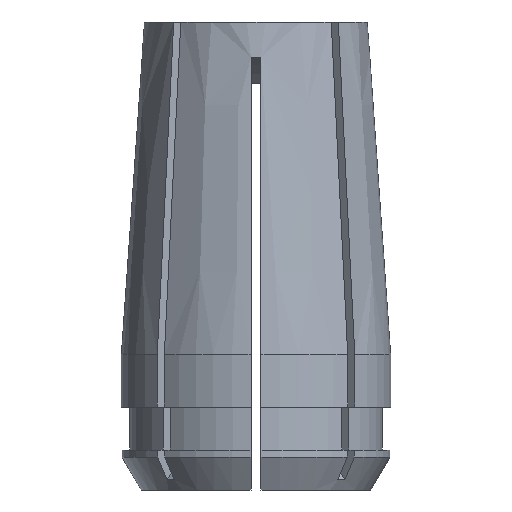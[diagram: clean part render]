
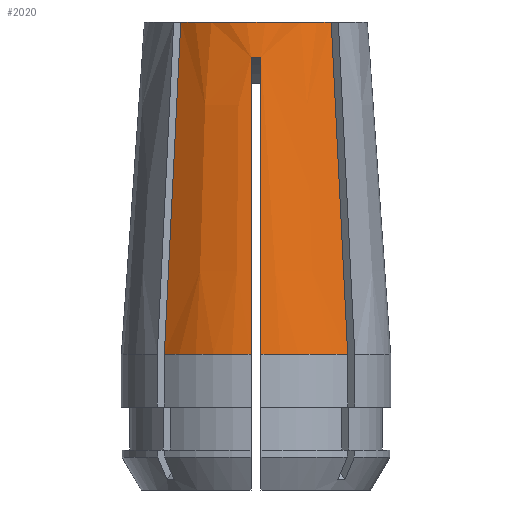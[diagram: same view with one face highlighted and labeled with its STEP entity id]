
A CAD part, front view. The second image highlights one B-rep face of the part: STEP entity #2020.
In plain terms, the highlighted conical face has half-angle 4.001 degrees and reference radius 13.487 mm.
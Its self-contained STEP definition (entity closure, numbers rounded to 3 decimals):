
#12 = CARTESIAN_POINT ( 'NONE',  ( -0.5, -13.478, -33.24 ) ) ;
#20 = DIRECTION ( 'NONE',  ( 0., 0., 1. ) ) ;
#32 = AXIS2_PLACEMENT_3D ( 'NONE', #764, #1720, #1015 ) ;
#121 = CARTESIAN_POINT ( 'NONE',  ( 0., 0., -33.24 ) ) ;
#134 = DIRECTION ( 'NONE',  ( 0., 0., 1. ) ) ;
#167 = CARTESIAN_POINT ( 'NONE',  ( 7.531, -8.238, 0. ) ) ;
#243 = VERTEX_POINT ( 'NONE', #1122 ) ;
#254 = AXIS2_PLACEMENT_3D ( 'NONE', #2593, #20, #698 ) ;
#281 = ORIENTED_EDGE ( 'NONE', *, *, #2711, .F. ) ;
#303 = CARTESIAN_POINT ( 'NONE',  ( 0.5, -11.396, -3.507 ) ) ;
#333 = DIRECTION ( 'NONE',  ( 1., 0., 0. ) ) ;
#402 = CARTESIAN_POINT ( 'NONE',  ( 7.932, -8.639, -8.087 ) ) ;
#502 = CARTESIAN_POINT ( 'NONE',  ( 7.531, -8.238, 0. ) ) ;
#520 = B_SPLINE_CURVE_WITH_KNOTS ( 'NONE', 3,
 ( #1044, #2241, #2286, #1571, #2794, #864, #841, #1801, #2050, #1111 ),
 .UNSPECIFIED., .F., .F.,
 ( 4, 3, 3, 4 ),
 ( 0.02, 0.025, 0.049, 0.05 ),
 .UNSPECIFIED. ) ;
#538 = CIRCLE ( 'NONE', #254, 11.162 ) ;
#544 = EDGE_CURVE ( 'NONE', #2187, #243, #951, .T. ) ;
#551 = CARTESIAN_POINT ( 'NONE',  ( 0.5, -11.396, -3.507 ) ) ;
#602 = FACE_OUTER_BOUND ( 'NONE', #1107, .T. ) ;
#607 = DIRECTION ( 'NONE',  ( 1., 0., 0. ) ) ;
#669 = AXIS2_PLACEMENT_3D ( 'NONE', #121, #818, #333 ) ;
#689 = EDGE_CURVE ( 'NONE', #2998, #880, #538, .T. ) ;
#695 = ORIENTED_EDGE ( 'NONE', *, *, #1066, .T. ) ;
#698 = DIRECTION ( 'NONE',  ( 1., 0., 0. ) ) ;
#764 = CARTESIAN_POINT ( 'NONE',  ( 0., 0., -33.24 ) ) ;
#818 = DIRECTION ( 'NONE',  ( 0., 0., 1. ) ) ;
#841 = CARTESIAN_POINT ( 'NONE',  ( 0.5, -11.451, -4.296 ) ) ;
#847 = CARTESIAN_POINT ( 'NONE',  ( -0.5, -12.025, -12.49 ) ) ;
#864 = CARTESIAN_POINT ( 'NONE',  ( 0.5, -12.025, -12.49 ) ) ;
#880 = VERTEX_POINT ( 'NONE', #502 ) ;
#951 = CIRCLE ( 'NONE', #1278, 13.487 ) ;
#963 = EDGE_CURVE ( 'NONE', #2221, #1034, #2776, .T. ) ;
#1015 = DIRECTION ( 'NONE',  ( -1., 0., 0. ) ) ;
#1034 = VERTEX_POINT ( 'NONE', #303 ) ;
#1044 = CARTESIAN_POINT ( 'NONE',  ( 0.5, -13.478, -33.24 ) ) ;
#1049 = CARTESIAN_POINT ( 'NONE',  ( -0.5, -11.396, -3.507 ) ) ;
#1063 = CARTESIAN_POINT ( 'NONE',  ( -0.5, -13.478, -33.24 ) ) ;
#1066 = EDGE_CURVE ( 'NONE', #2790, #2221, #3005, .T. ) ;
#1068 = CARTESIAN_POINT ( 'NONE',  ( -0.5, -13.173, -28.88 ) ) ;
#1107 = EDGE_LOOP ( 'NONE', ( #2968, #1783, #695, #2837, #281, #1346, #1312, #2394 ) ) ;
#1111 = CARTESIAN_POINT ( 'NONE',  ( 0.5, -11.396, -3.507 ) ) ;
#1122 = CARTESIAN_POINT ( 'NONE',  ( 9.177, -9.884, -33.24 ) ) ;
#1278 = AXIS2_PLACEMENT_3D ( 'NONE', #2975, #134, #607 ) ;
#1308 = CARTESIAN_POINT ( 'NONE',  ( -0.5, -12.599, -20.685 ) ) ;
#1312 = ORIENTED_EDGE ( 'NONE', *, *, #2966, .T. ) ;
#1346 = ORIENTED_EDGE ( 'NONE', *, *, #544, .T. ) ;
#1363 = CARTESIAN_POINT ( 'NONE',  ( 7.798, -8.505, -5.391 ) ) ;
#1490 = B_SPLINE_CURVE_WITH_KNOTS ( 'NONE', 3,
 ( #2123, #1863, #1895, #2117, #2613, #1856, #2093 ),
 .UNSPECIFIED., .F., .F.,
 ( 4, 3, 4 ),
 ( 0., 0.025, 0.033 ),
 .UNSPECIFIED. ) ;
#1544 = CARTESIAN_POINT ( 'NONE',  ( -0.5, -11.415, -3.77 ) ) ;
#1567 = CARTESIAN_POINT ( 'NONE',  ( -0.5, -11.451, -4.296 ) ) ;
#1571 = CARTESIAN_POINT ( 'NONE',  ( 0.5, -13.173, -28.88 ) ) ;
#1720 = DIRECTION ( 'NONE',  ( 0., 0., -1. ) ) ;
#1783 = ORIENTED_EDGE ( 'NONE', *, *, #2625, .T. ) ;
#1790 = CARTESIAN_POINT ( 'NONE',  ( -7.531, -8.238, 0. ) ) ;
#1801 = CARTESIAN_POINT ( 'NONE',  ( 0.5, -11.433, -4.033 ) ) ;
#1811 = CARTESIAN_POINT ( 'NONE',  ( -0.5, -13.274, -30.333 ) ) ;
#1816 = CARTESIAN_POINT ( 'NONE',  ( 0.5, -13.478, -33.24 ) ) ;
#1856 = CARTESIAN_POINT ( 'NONE',  ( -7.665, -8.372, -2.696 ) ) ;
#1858 = CARTESIAN_POINT ( 'NONE',  ( -0.5, -11.396, -3.507 ) ) ;
#1863 = CARTESIAN_POINT ( 'NONE',  ( -8.762, -9.469, -24.856 ) ) ;
#1895 = CARTESIAN_POINT ( 'NONE',  ( -8.347, -9.054, -16.471 ) ) ;
#2013 = CARTESIAN_POINT ( 'NONE',  ( -0.5, -13.376, -31.787 ) ) ;
#2020 = ADVANCED_FACE ( 'NONE', ( #602 ), #2148, .T. ) ;
#2050 = CARTESIAN_POINT ( 'NONE',  ( 0.5, -11.415, -3.77 ) ) ;
#2093 = CARTESIAN_POINT ( 'NONE',  ( -7.531, -8.238, 0. ) ) ;
#2117 = CARTESIAN_POINT ( 'NONE',  ( -7.932, -8.639, -8.087 ) ) ;
#2123 = CARTESIAN_POINT ( 'NONE',  ( -9.177, -9.884, -33.24 ) ) ;
#2148 = CONICAL_SURFACE ( 'NONE', #32, 13.487, 0.07 ) ;
#2187 = VERTEX_POINT ( 'NONE', #1816 ) ;
#2221 = VERTEX_POINT ( 'NONE', #1858 ) ;
#2241 = CARTESIAN_POINT ( 'NONE',  ( 0.5, -13.376, -31.787 ) ) ;
#2247 = CARTESIAN_POINT ( 'NONE',  ( -0.167, -11.41, -3.498 ) ) ;
#2257 = CARTESIAN_POINT ( 'NONE',  ( -0.5, -11.396, -3.507 ) ) ;
#2286 = CARTESIAN_POINT ( 'NONE',  ( 0.5, -13.274, -30.333 ) ) ;
#2394 = ORIENTED_EDGE ( 'NONE', *, *, #689, .F. ) ;
#2407 = B_SPLINE_CURVE_WITH_KNOTS ( 'NONE', 3,
 ( #2777, #2528, #2537, #402, #1363, #2997, #167 ),
 .UNSPECIFIED., .F., .F.,
 ( 4, 3, 4 ),
 ( 0., 0.025, 0.033 ),
 .UNSPECIFIED. ) ;
#2484 = CARTESIAN_POINT ( 'NONE',  ( 0.167, -11.41, -3.498 ) ) ;
#2528 = CARTESIAN_POINT ( 'NONE',  ( 8.762, -9.469, -24.856 ) ) ;
#2537 = CARTESIAN_POINT ( 'NONE',  ( 8.347, -9.054, -16.471 ) ) ;
#2593 = CARTESIAN_POINT ( 'NONE',  ( 0., 0., 0. ) ) ;
#2613 = CARTESIAN_POINT ( 'NONE',  ( -7.798, -8.505, -5.391 ) ) ;
#2625 = EDGE_CURVE ( 'NONE', #2800, #2790, #2958, .T. ) ;
#2711 = EDGE_CURVE ( 'NONE', #2187, #1034, #520, .T. ) ;
#2776 = B_SPLINE_CURVE_WITH_KNOTS ( 'NONE', 3,
 ( #1049, #2247, #2484, #551 ),
 .UNSPECIFIED., .F., .F.,
 ( 4, 4 ),
 ( 0., 0.001 ),
 .UNSPECIFIED. ) ;
#2777 = CARTESIAN_POINT ( 'NONE',  ( 9.177, -9.884, -33.24 ) ) ;
#2790 = VERTEX_POINT ( 'NONE', #12 ) ;
#2794 = CARTESIAN_POINT ( 'NONE',  ( 0.5, -12.599, -20.685 ) ) ;
#2800 = VERTEX_POINT ( 'NONE', #2827 ) ;
#2827 = CARTESIAN_POINT ( 'NONE',  ( -9.177, -9.884, -33.24 ) ) ;
#2828 = EDGE_CURVE ( 'NONE', #2800, #2998, #1490, .T. ) ;
#2837 = ORIENTED_EDGE ( 'NONE', *, *, #963, .T. ) ;
#2958 = CIRCLE ( 'NONE', #669, 13.487 ) ;
#2966 = EDGE_CURVE ( 'NONE', #243, #880, #2407, .T. ) ;
#2968 = ORIENTED_EDGE ( 'NONE', *, *, #2828, .F. ) ;
#2975 = CARTESIAN_POINT ( 'NONE',  ( 0., 0., -33.24 ) ) ;
#2995 = CARTESIAN_POINT ( 'NONE',  ( -0.5, -11.433, -4.033 ) ) ;
#2997 = CARTESIAN_POINT ( 'NONE',  ( 7.665, -8.372, -2.696 ) ) ;
#2998 = VERTEX_POINT ( 'NONE', #1790 ) ;
#3005 = B_SPLINE_CURVE_WITH_KNOTS ( 'NONE', 3,
 ( #1063, #2013, #1811, #1068, #1308, #847, #1567, #2995, #1544, #2257 ),
 .UNSPECIFIED., .F., .F.,
 ( 4, 3, 3, 4 ),
 ( 0.02, 0.025, 0.049, 0.05 ),
 .UNSPECIFIED. ) ;
